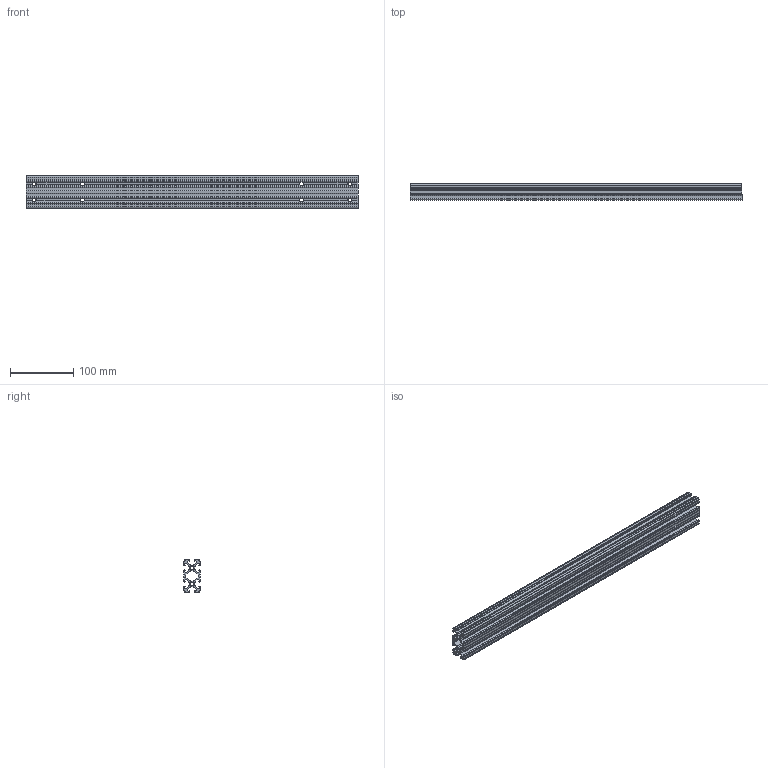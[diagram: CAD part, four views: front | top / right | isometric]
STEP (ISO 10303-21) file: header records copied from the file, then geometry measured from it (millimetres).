
FILE_DESCRIPTION (( 'STEP AP214' ), '1' );
FILE_NAME ('8020 Back^PrimaryAssembly.STEP', '2021-03-03T02:09:38', ( '' ), ( '' ), 'SwSTEP 2.0', 'SolidWorks 2020', '' );
FILE_SCHEMA (( 'AUTOMOTIVE_DESIGN' ));
Length unit declared in the file: inch
Products named in the file (1): 8020 Back^PrimaryAssembly
Bounding box: 523.4 x 25.4 x 50.8 mm (x, y, z)
Volume: 264496.3 mm3; surface area: 210569.4 mm2
Topology: 1 solids, 1 shells, 224 faces, 714 edges, 476 vertices
Faces by surface type: cylinder 130, plane 94
Entity records: 9646 total; most frequent: CARTESIAN_POINT 3191, ORIENTED_EDGE 1428, DIRECTION 1296, EDGE_CURVE 714, VERTEX_POINT 476, AXIS2_PLACEMENT_3D 453, LINE 390, VECTOR 390
